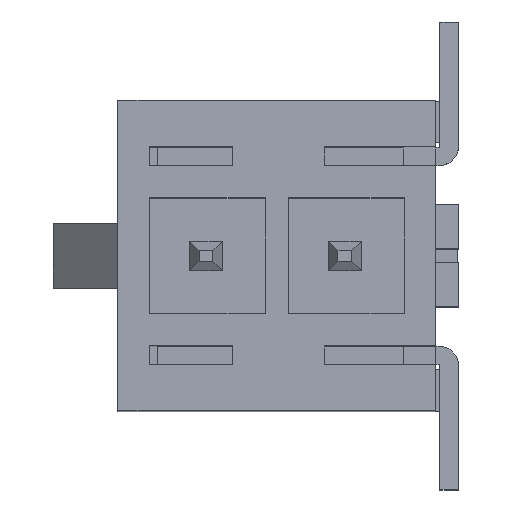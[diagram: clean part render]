
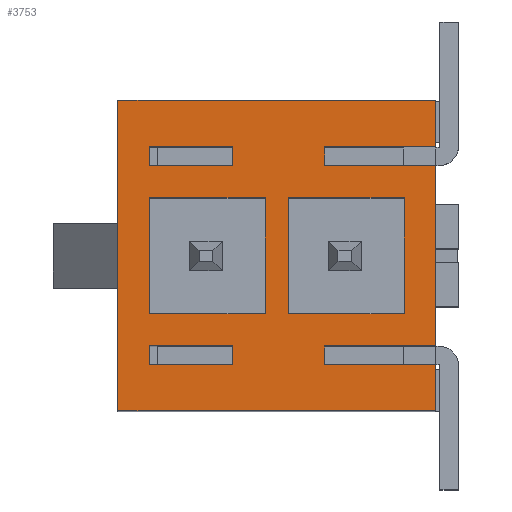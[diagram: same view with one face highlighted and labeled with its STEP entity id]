
A CAD part, top view. The second image highlights one B-rep face of the part: STEP entity #3753.
In plain terms, the highlighted planar face has unit normal (0, 0, 1).
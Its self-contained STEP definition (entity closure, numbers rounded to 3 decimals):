
#182=ORIENTED_EDGE('',*,*,#1273,.T.);
#183=ORIENTED_EDGE('',*,*,#1274,.T.);
#184=ORIENTED_EDGE('',*,*,#1265,.T.);
#185=ORIENTED_EDGE('',*,*,#1197,.T.);
#186=ORIENTED_EDGE('',*,*,#1275,.T.);
#187=ORIENTED_EDGE('',*,*,#1276,.T.);
#188=ORIENTED_EDGE('',*,*,#1277,.T.);
#189=ORIENTED_EDGE('',*,*,#1278,.T.);
#190=ORIENTED_EDGE('',*,*,#1279,.F.);
#191=ORIENTED_EDGE('',*,*,#1280,.F.);
#192=ORIENTED_EDGE('',*,*,#1281,.F.);
#193=ORIENTED_EDGE('',*,*,#1282,.F.);
#194=ORIENTED_EDGE('',*,*,#1283,.F.);
#195=ORIENTED_EDGE('',*,*,#1284,.F.);
#196=ORIENTED_EDGE('',*,*,#1285,.F.);
#197=ORIENTED_EDGE('',*,*,#1286,.F.);
#198=ORIENTED_EDGE('',*,*,#1212,.T.);
#199=ORIENTED_EDGE('',*,*,#1287,.T.);
#200=ORIENTED_EDGE('',*,*,#1201,.T.);
#201=ORIENTED_EDGE('',*,*,#1269,.T.);
#202=ORIENTED_EDGE('',*,*,#1208,.T.);
#203=ORIENTED_EDGE('',*,*,#1288,.F.);
#204=ORIENTED_EDGE('',*,*,#1289,.F.);
#205=ORIENTED_EDGE('',*,*,#1290,.T.);
#206=ORIENTED_EDGE('',*,*,#1216,.T.);
#207=ORIENTED_EDGE('',*,*,#1291,.T.);
#208=ORIENTED_EDGE('',*,*,#1292,.T.);
#209=ORIENTED_EDGE('',*,*,#1293,.T.);
#1197=EDGE_CURVE('',#1748,#1750,#2116,.T.);
#1201=EDGE_CURVE('',#1752,#1754,#2120,.T.);
#1208=EDGE_CURVE('',#1762,#1761,#2127,.T.);
#1212=EDGE_CURVE('',#1766,#1765,#2131,.T.);
#1216=EDGE_CURVE('',#1770,#1769,#2135,.T.);
#1265=EDGE_CURVE('',#1813,#1748,#2184,.T.);
#1269=EDGE_CURVE('',#1754,#1762,#2188,.T.);
#1273=EDGE_CURVE('',#1750,#1816,#2192,.T.);
#1274=EDGE_CURVE('',#1816,#1813,#2193,.T.);
#1275=EDGE_CURVE('',#1817,#1818,#2194,.T.);
#1276=EDGE_CURVE('',#1818,#1819,#2195,.T.);
#1277=EDGE_CURVE('',#1819,#1820,#2196,.T.);
#1278=EDGE_CURVE('',#1820,#1817,#2197,.T.);
#1279=EDGE_CURVE('',#1821,#1822,#2198,.T.);
#1280=EDGE_CURVE('',#1823,#1821,#2199,.T.);
#1281=EDGE_CURVE('',#1824,#1823,#2200,.T.);
#1282=EDGE_CURVE('',#1822,#1824,#2201,.T.);
#1283=EDGE_CURVE('',#1825,#1826,#2202,.T.);
#1284=EDGE_CURVE('',#1827,#1825,#2203,.T.);
#1285=EDGE_CURVE('',#1828,#1827,#2204,.T.);
#1286=EDGE_CURVE('',#1826,#1828,#2205,.T.);
#1287=EDGE_CURVE('',#1765,#1752,#2206,.T.);
#1288=EDGE_CURVE('',#1829,#1761,#2207,.T.);
#1289=EDGE_CURVE('',#1830,#1829,#2208,.T.);
#1290=EDGE_CURVE('',#1830,#1770,#2209,.T.);
#1291=EDGE_CURVE('',#1769,#1831,#2210,.T.);
#1292=EDGE_CURVE('',#1831,#1832,#2211,.T.);
#1293=EDGE_CURVE('',#1832,#1766,#2212,.T.);
#1748=VERTEX_POINT('',#5190);
#1750=VERTEX_POINT('',#5194);
#1752=VERTEX_POINT('',#5199);
#1754=VERTEX_POINT('',#5203);
#1761=VERTEX_POINT('',#5219);
#1762=VERTEX_POINT('',#5221);
#1765=VERTEX_POINT('',#5227);
#1766=VERTEX_POINT('',#5229);
#1769=VERTEX_POINT('',#5235);
#1770=VERTEX_POINT('',#5237);
#1813=VERTEX_POINT('',#5333);
#1816=VERTEX_POINT('',#5347);
#1817=VERTEX_POINT('',#5350);
#1818=VERTEX_POINT('',#5351);
#1819=VERTEX_POINT('',#5353);
#1820=VERTEX_POINT('',#5355);
#1821=VERTEX_POINT('',#5358);
#1822=VERTEX_POINT('',#5359);
#1823=VERTEX_POINT('',#5361);
#1824=VERTEX_POINT('',#5363);
#1825=VERTEX_POINT('',#5366);
#1826=VERTEX_POINT('',#5367);
#1827=VERTEX_POINT('',#5369);
#1828=VERTEX_POINT('',#5371);
#1829=VERTEX_POINT('',#5375);
#1830=VERTEX_POINT('',#5377);
#1831=VERTEX_POINT('',#5380);
#1832=VERTEX_POINT('',#5382);
#2116=LINE('',#5195,#2641);
#2120=LINE('',#5204,#2645);
#2127=LINE('',#5220,#2652);
#2131=LINE('',#5228,#2656);
#2135=LINE('',#5236,#2660);
#2184=LINE('',#5332,#2709);
#2188=LINE('',#5338,#2713);
#2192=LINE('',#5346,#2717);
#2193=LINE('',#5348,#2718);
#2194=LINE('',#5349,#2719);
#2195=LINE('',#5352,#2720);
#2196=LINE('',#5354,#2721);
#2197=LINE('',#5356,#2722);
#2198=LINE('',#5357,#2723);
#2199=LINE('',#5360,#2724);
#2200=LINE('',#5362,#2725);
#2201=LINE('',#5364,#2726);
#2202=LINE('',#5365,#2727);
#2203=LINE('',#5368,#2728);
#2204=LINE('',#5370,#2729);
#2205=LINE('',#5372,#2730);
#2206=LINE('',#5373,#2731);
#2207=LINE('',#5374,#2732);
#2208=LINE('',#5376,#2733);
#2209=LINE('',#5378,#2734);
#2210=LINE('',#5379,#2735);
#2211=LINE('',#5381,#2736);
#2212=LINE('',#5383,#2737);
#2641=VECTOR('',#4216,1000.);
#2645=VECTOR('',#4222,1000.);
#2652=VECTOR('',#4233,1000.);
#2656=VECTOR('',#4237,1000.);
#2660=VECTOR('',#4241,1000.);
#2709=VECTOR('',#4298,1000.);
#2713=VECTOR('',#4302,1000.);
#2717=VECTOR('',#4312,1000.);
#2718=VECTOR('',#4313,1000.);
#2719=VECTOR('',#4314,1000.);
#2720=VECTOR('',#4315,1000.);
#2721=VECTOR('',#4316,1000.);
#2722=VECTOR('',#4317,1000.);
#2723=VECTOR('',#4318,1000.);
#2724=VECTOR('',#4319,1000.);
#2725=VECTOR('',#4320,1000.);
#2726=VECTOR('',#4321,1000.);
#2727=VECTOR('',#4322,1000.);
#2728=VECTOR('',#4323,1000.);
#2729=VECTOR('',#4324,1000.);
#2730=VECTOR('',#4325,1000.);
#2731=VECTOR('',#4326,1000.);
#2732=VECTOR('',#4327,1000.);
#2733=VECTOR('',#4328,1000.);
#2734=VECTOR('',#4329,1000.);
#2735=VECTOR('',#4330,1000.);
#2736=VECTOR('',#4331,1000.);
#2737=VECTOR('',#4332,1000.);
#3174=EDGE_LOOP('',(#182,#183,#184,#185));
#3175=EDGE_LOOP('',(#186,#187,#188,#189));
#3176=EDGE_LOOP('',(#190,#191,#192,#193));
#3177=EDGE_LOOP('',(#194,#195,#196,#197));
#3178=EDGE_LOOP('',(#198,#199,#200,#201,#202,#203,#204,#205,#206,#207,#208,
#209));
#3375=FACE_BOUND('',#3174,.T.);
#3376=FACE_BOUND('',#3175,.T.);
#3377=FACE_BOUND('',#3176,.T.);
#3378=FACE_BOUND('',#3177,.T.);
#3379=FACE_BOUND('',#3178,.T.);
#3575=PLANE('',#3994);
#3753=ADVANCED_FACE('',(#3375,#3376,#3377,#3378,#3379),#3575,.T.);
#3994=AXIS2_PLACEMENT_3D('',#5345,#4310,#4311);
#4216=DIRECTION('',(0.,-1.,0.));
#4222=DIRECTION('',(0.,1.,0.));
#4233=DIRECTION('',(0.,1.,0.));
#4237=DIRECTION('',(0.,1.,0.));
#4241=DIRECTION('',(0.,1.,0.));
#4298=DIRECTION('',(1.,0.,0.));
#4302=DIRECTION('',(1.,0.,0.));
#4310=DIRECTION('',(0.,0.,1.));
#4311=DIRECTION('',(1.,0.,0.));
#4312=DIRECTION('',(-1.,0.,0.));
#4313=DIRECTION('',(0.,1.,0.));
#4314=DIRECTION('',(0.,-1.,0.));
#4315=DIRECTION('',(-1.,0.,0.));
#4316=DIRECTION('',(0.,1.,0.));
#4317=DIRECTION('',(1.,0.,0.));
#4318=DIRECTION('',(0.,-1.,0.));
#4319=DIRECTION('',(-1.,0.,0.));
#4320=DIRECTION('',(0.,1.,0.));
#4321=DIRECTION('',(1.,0.,0.));
#4322=DIRECTION('',(1.,0.,0.));
#4323=DIRECTION('',(0.,-1.,0.));
#4324=DIRECTION('',(-1.,0.,0.));
#4325=DIRECTION('',(0.,1.,0.));
#4326=DIRECTION('',(-1.,0.,0.));
#4327=DIRECTION('',(1.,0.,0.));
#4328=DIRECTION('',(0.,1.,0.));
#4329=DIRECTION('',(1.,0.,0.));
#4330=DIRECTION('',(-1.,0.,0.));
#4331=DIRECTION('',(0.,1.,0.));
#4332=DIRECTION('',(1.,0.,0.));
#5190=CARTESIAN_POINT('',(-0.95,2.35,4.95));
#5194=CARTESIAN_POINT('',(-0.95,1.95,4.95));
#5195=CARTESIAN_POINT('',(-0.95,2.35,4.95));
#5199=CARTESIAN_POINT('',(1.03,1.95,4.95));
#5203=CARTESIAN_POINT('',(1.03,2.35,4.95));
#5204=CARTESIAN_POINT('',(1.03,1.95,4.95));
#5219=CARTESIAN_POINT('',(3.43,3.35,4.95));
#5220=CARTESIAN_POINT('',(3.43,-3.35,4.95));
#5221=CARTESIAN_POINT('',(3.43,2.35,4.95));
#5227=CARTESIAN_POINT('',(3.43,1.95,4.95));
#5228=CARTESIAN_POINT('',(3.43,-3.35,4.95));
#5229=CARTESIAN_POINT('',(3.43,-1.95,4.95));
#5235=CARTESIAN_POINT('',(3.43,-2.35,4.95));
#5236=CARTESIAN_POINT('',(3.43,-3.35,4.95));
#5237=CARTESIAN_POINT('',(3.43,-3.35,4.95));
#5332=CARTESIAN_POINT('',(-2.75,2.35,4.95));
#5333=CARTESIAN_POINT('',(-2.75,2.35,4.95));
#5338=CARTESIAN_POINT('',(1.03,2.35,4.95));
#5345=CARTESIAN_POINT('',(-3.43,-3.35,4.95));
#5346=CARTESIAN_POINT('',(-0.95,1.95,4.95));
#5347=CARTESIAN_POINT('',(-2.75,1.95,4.95));
#5348=CARTESIAN_POINT('',(-2.75,1.95,4.95));
#5349=CARTESIAN_POINT('',(-0.95,-1.95,4.95));
#5350=CARTESIAN_POINT('',(-0.95,-1.95,4.95));
#5351=CARTESIAN_POINT('',(-0.95,-2.35,4.95));
#5352=CARTESIAN_POINT('',(-0.95,-2.35,4.95));
#5353=CARTESIAN_POINT('',(-2.75,-2.35,4.95));
#5354=CARTESIAN_POINT('',(-2.75,-2.35,4.95));
#5355=CARTESIAN_POINT('',(-2.75,-1.95,4.95));
#5356=CARTESIAN_POINT('',(-2.75,-1.95,4.95));
#5357=CARTESIAN_POINT('',(0.25,1.25,4.95));
#5358=CARTESIAN_POINT('',(0.25,1.25,4.95));
#5359=CARTESIAN_POINT('',(0.25,-1.25,4.95));
#5360=CARTESIAN_POINT('',(2.75,1.25,4.95));
#5361=CARTESIAN_POINT('',(2.75,1.25,4.95));
#5362=CARTESIAN_POINT('',(2.75,-1.25,4.95));
#5363=CARTESIAN_POINT('',(2.75,-1.25,4.95));
#5364=CARTESIAN_POINT('',(0.25,-1.25,4.95));
#5365=CARTESIAN_POINT('',(-2.75,-1.25,4.95));
#5366=CARTESIAN_POINT('',(-2.75,-1.25,4.95));
#5367=CARTESIAN_POINT('',(-0.25,-1.25,4.95));
#5368=CARTESIAN_POINT('',(-2.75,1.25,4.95));
#5369=CARTESIAN_POINT('',(-2.75,1.25,4.95));
#5370=CARTESIAN_POINT('',(-0.25,1.25,4.95));
#5371=CARTESIAN_POINT('',(-0.25,1.25,4.95));
#5372=CARTESIAN_POINT('',(-0.25,-1.25,4.95));
#5373=CARTESIAN_POINT('',(3.43,1.95,4.95));
#5374=CARTESIAN_POINT('',(-3.43,3.35,4.95));
#5375=CARTESIAN_POINT('',(-3.43,3.35,4.95));
#5376=CARTESIAN_POINT('',(-3.43,-3.35,4.95));
#5377=CARTESIAN_POINT('',(-3.43,-3.35,4.95));
#5378=CARTESIAN_POINT('',(-3.43,-3.35,4.95));
#5379=CARTESIAN_POINT('',(3.43,-2.35,4.95));
#5380=CARTESIAN_POINT('',(1.03,-2.35,4.95));
#5381=CARTESIAN_POINT('',(1.03,-2.35,4.95));
#5382=CARTESIAN_POINT('',(1.03,-1.95,4.95));
#5383=CARTESIAN_POINT('',(1.03,-1.95,4.95));
